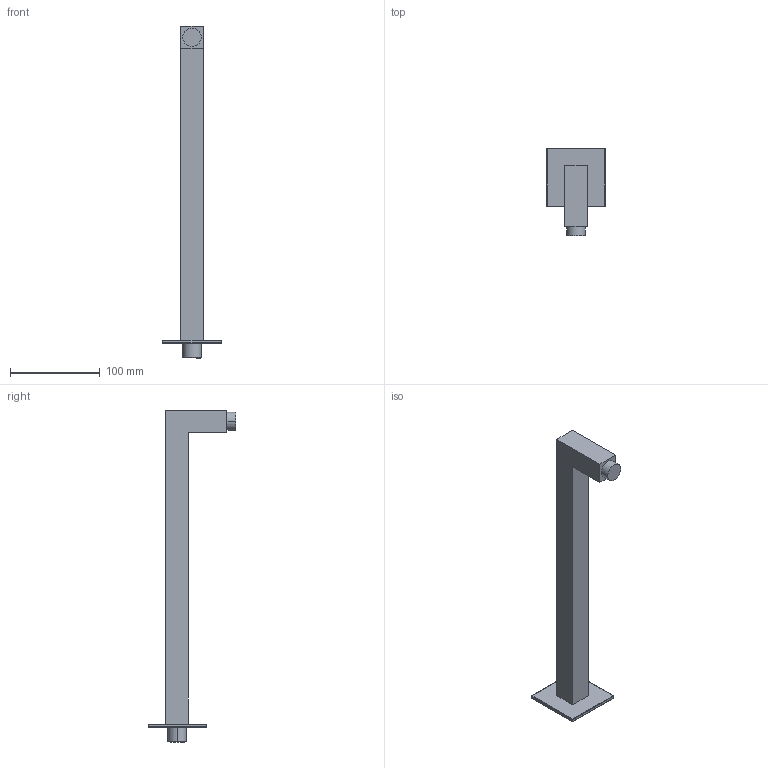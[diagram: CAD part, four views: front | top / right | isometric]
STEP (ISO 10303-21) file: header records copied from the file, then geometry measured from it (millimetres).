
FILE_DESCRIPTION (( 'STEP AP214' ), '1' );
FILE_NAME ('QUA.0027.STEP', '2022-11-14T08:10:59', ( 'Solid' ), ( '' ), 'SwSTEP 2.0', 'SolidWorks 2019', '' );
FILE_SCHEMA (( 'AUTOMOTIVE_DESIGN' ));
Length unit declared in the file: millimetre
Products named in the file (3): 0004-HASTE_CHUVEIRO_PAREDE_QUADRADO_000000000000; QUA.0027; 0004-ESEPLHO_JET_QUADRADO_65X65_000000000000
Assembly tree (2 placements, depth 2):
  QUA.0027
    0004-ESEPLHO_JET_QUADRADO_65X65_000000000000
    0004-HASTE_CHUVEIRO_PAREDE_QUADRADO_000000000000
Bounding box: 65 x 98 x 370 mm (x, y, z)
Volume: 269043.2 mm3; surface area: 51229.4 mm2
Topology: 2 solids, 2 shells, 32 faces, 68 edges, 42 vertices
Faces by surface type: plane 16, cylinder 14, cone 2
Entity records: 960 total; most frequent: CARTESIAN_POINT 171, DIRECTION 148, ORIENTED_EDGE 136, EDGE_CURVE 68, AXIS2_PLACEMENT_3D 51, VECTOR 46, LINE 46, VERTEX_POINT 42
